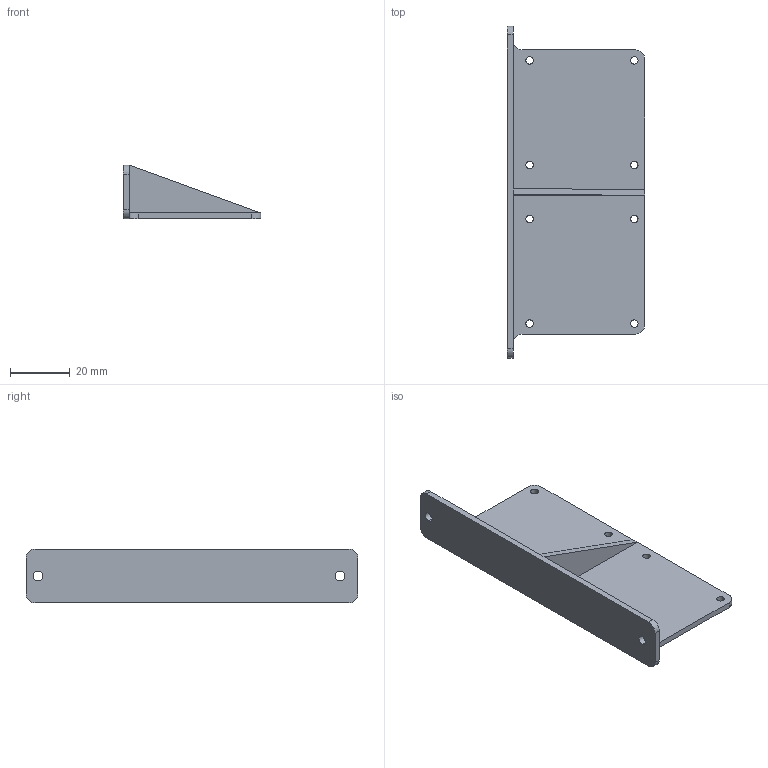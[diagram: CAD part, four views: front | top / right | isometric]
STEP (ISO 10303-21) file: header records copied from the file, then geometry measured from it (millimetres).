
FILE_DESCRIPTION (( 'STEP AP214' ), '1' );
FILE_NAME ('4020 Fan Bracket.STEP', '2023-09-06T16:23:43', ( '' ), ( '' ), 'SwSTEP 2.0', 'SolidWorks 2023', '' );
FILE_SCHEMA (( 'AUTOMOTIVE_DESIGN' ));
Length unit declared in the file: millimetre
Products named in the file (1): 4020 Fan Bracket
Bounding box: 46 x 111 x 18 mm (x, y, z)
Volume: 12933.8 mm3; surface area: 13744.8 mm2
Topology: 1 solids, 1 shells, 43 faces, 119 edges, 78 vertices
Faces by surface type: cylinder 28, plane 15
Entity records: 1460 total; most frequent: DIRECTION 263, CARTESIAN_POINT 241, ORIENTED_EDGE 238, EDGE_CURVE 119, AXIS2_PLACEMENT_3D 100, VERTEX_POINT 78, LINE 63, EDGE_LOOP 63
